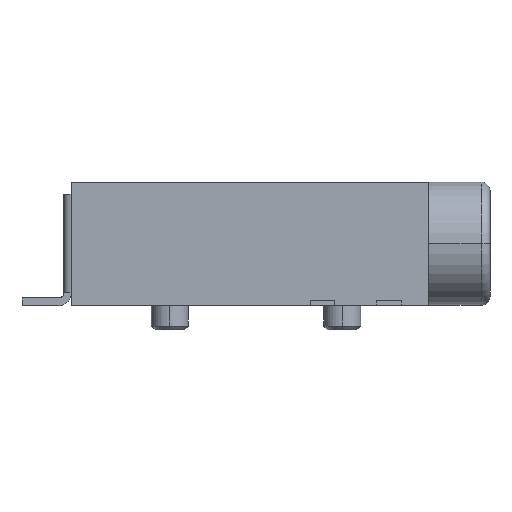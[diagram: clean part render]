
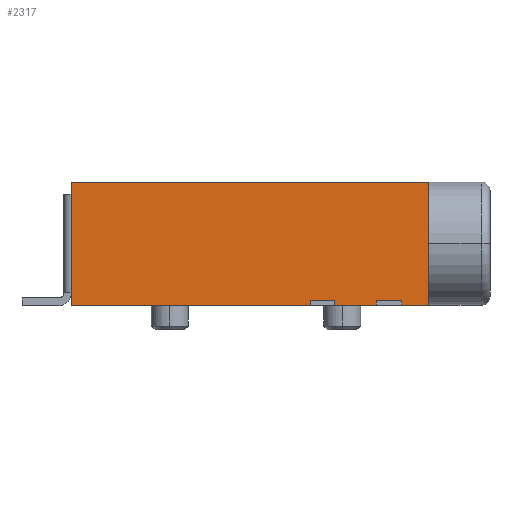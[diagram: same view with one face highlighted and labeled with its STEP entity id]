
A CAD part, top view. The second image highlights one B-rep face of the part: STEP entity #2317.
In plain terms, the highlighted planar face has unit normal (0, 0, 1).
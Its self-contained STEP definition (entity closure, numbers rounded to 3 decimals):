
#12 = LINE ( 'NONE', #3067, #2801 ) ;
#13 = DIRECTION ( 'NONE',  ( 0., 0., -1. ) ) ;
#20 = CARTESIAN_POINT ( 'NONE',  ( 10.7, 0.2, 3. ) ) ;
#176 = VERTEX_POINT ( 'NONE', #2999 ) ;
#183 = VECTOR ( 'NONE', #1007, 1000. ) ;
#212 = VERTEX_POINT ( 'NONE', #906 ) ;
#225 = CARTESIAN_POINT ( 'NONE',  ( 0., 5., 3. ) ) ;
#230 = DIRECTION ( 'NONE',  ( 0., -1., 0. ) ) ;
#254 = VERTEX_POINT ( 'NONE', #2083 ) ;
#273 = ORIENTED_EDGE ( 'NONE', *, *, #2236, .T. ) ;
#282 = PLANE ( 'NONE',  #2609 ) ;
#361 = ORIENTED_EDGE ( 'NONE', *, *, #2563, .F. ) ;
#410 = CARTESIAN_POINT ( 'NONE',  ( 14.5, 0.19, 3. ) ) ;
#434 = VECTOR ( 'NONE', #702, 1000. ) ;
#438 = EDGE_CURVE ( 'NONE', #3095, #176, #1779, .T. ) ;
#457 = DIRECTION ( 'NONE',  ( 0., 1., 0. ) ) ;
#474 = DIRECTION ( 'NONE',  ( -1., 0., 0. ) ) ;
#506 = VERTEX_POINT ( 'NONE', #3182 ) ;
#522 = VERTEX_POINT ( 'NONE', #1358 ) ;
#566 = VERTEX_POINT ( 'NONE', #3159 ) ;
#618 = LINE ( 'NONE', #2571, #2601 ) ;
#632 = EDGE_CURVE ( 'NONE', #254, #2629, #12, .T. ) ;
#702 = DIRECTION ( 'NONE',  ( -1., 0., 0. ) ) ;
#753 = VERTEX_POINT ( 'NONE', #225 ) ;
#758 = CARTESIAN_POINT ( 'NONE',  ( 10.7, 5., 3. ) ) ;
#886 = LINE ( 'NONE', #758, #183 ) ;
#896 = VERTEX_POINT ( 'NONE', #3227 ) ;
#906 = CARTESIAN_POINT ( 'NONE',  ( 13.425, 0.19, 3. ) ) ;
#908 = LINE ( 'NONE', #1990, #2575 ) ;
#917 = LINE ( 'NONE', #1998, #2290 ) ;
#966 = CARTESIAN_POINT ( 'NONE',  ( 12.375, 0.19, 3. ) ) ;
#1007 = DIRECTION ( 'NONE',  ( 0., -1., 0. ) ) ;
#1008 = ORIENTED_EDGE ( 'NONE', *, *, #2737, .T. ) ;
#1076 = VECTOR ( 'NONE', #1885, 1000. ) ;
#1100 = FACE_OUTER_BOUND ( 'NONE', #3292, .T. ) ;
#1138 = VECTOR ( 'NONE', #2591, 1000. ) ;
#1162 = EDGE_CURVE ( 'NONE', #254, #1944, #3278, .T. ) ;
#1286 = CARTESIAN_POINT ( 'NONE',  ( 0., 0., 3. ) ) ;
#1290 = CARTESIAN_POINT ( 'NONE',  ( 13.425, 5., 3. ) ) ;
#1317 = EDGE_CURVE ( 'NONE', #896, #176, #917, .T. ) ;
#1358 = CARTESIAN_POINT ( 'NONE',  ( 13.425, 0., 3. ) ) ;
#1455 = EDGE_CURVE ( 'NONE', #566, #506, #2326, .T. ) ;
#1456 = EDGE_CURVE ( 'NONE', #3095, #2629, #886, .T. ) ;
#1479 = VECTOR ( 'NONE', #2219, 1000. ) ;
#1510 = ORIENTED_EDGE ( 'NONE', *, *, #438, .F. ) ;
#1557 = DIRECTION ( 'NONE',  ( 0., -1., 0. ) ) ;
#1588 = CARTESIAN_POINT ( 'NONE',  ( 14.5, 5., 3. ) ) ;
#1658 = VECTOR ( 'NONE', #230, 1000. ) ;
#1680 = ORIENTED_EDGE ( 'NONE', *, *, #632, .F. ) ;
#1723 = DIRECTION ( 'NONE',  ( 0., 1., 0. ) ) ;
#1779 = LINE ( 'NONE', #2264, #1076 ) ;
#1885 = DIRECTION ( 'NONE',  ( -1., 0., 0. ) ) ;
#1943 = ORIENTED_EDGE ( 'NONE', *, *, #1455, .F. ) ;
#1944 = VERTEX_POINT ( 'NONE', #966 ) ;
#1990 = CARTESIAN_POINT ( 'NONE',  ( 14.5, 0., 3. ) ) ;
#1998 = CARTESIAN_POINT ( 'NONE',  ( 9.7, 5., 3. ) ) ;
#2046 = CARTESIAN_POINT ( 'NONE',  ( 14.5, 5., 3. ) ) ;
#2075 = EDGE_CURVE ( 'NONE', #506, #522, #908, .T. ) ;
#2083 = CARTESIAN_POINT ( 'NONE',  ( 12.375, 0., 3. ) ) ;
#2164 = ORIENTED_EDGE ( 'NONE', *, *, #2808, .F. ) ;
#2219 = DIRECTION ( 'NONE',  ( -1., 0., 0. ) ) ;
#2236 = EDGE_CURVE ( 'NONE', #753, #2245, #2734, .T. ) ;
#2245 = VERTEX_POINT ( 'NONE', #1286 ) ;
#2246 = CARTESIAN_POINT ( 'NONE',  ( 14.5, 0., 3. ) ) ;
#2264 = CARTESIAN_POINT ( 'NONE',  ( 14.5, 0.2, 3. ) ) ;
#2290 = VECTOR ( 'NONE', #457, 1000. ) ;
#2317 = ADVANCED_FACE ( 'NONE', ( #1100 ), #282, .F. ) ;
#2326 = LINE ( 'NONE', #2046, #1658 ) ;
#2411 = LINE ( 'NONE', #2246, #434 ) ;
#2532 = DIRECTION ( 'NONE',  ( 0., 1., 0. ) ) ;
#2563 = EDGE_CURVE ( 'NONE', #212, #1944, #2941, .T. ) ;
#2571 = CARTESIAN_POINT ( 'NONE',  ( 14.5, 5., 3. ) ) ;
#2575 = VECTOR ( 'NONE', #3282, 1000. ) ;
#2588 = VECTOR ( 'NONE', #1723, 1000. ) ;
#2591 = DIRECTION ( 'NONE',  ( 0., 1., 0. ) ) ;
#2601 = VECTOR ( 'NONE', #3350, 1000. ) ;
#2609 = AXIS2_PLACEMENT_3D ( 'NONE', #1588, #13, #2532 ) ;
#2629 = VERTEX_POINT ( 'NONE', #3061 ) ;
#2647 = VECTOR ( 'NONE', #1557, 1000. ) ;
#2676 = ORIENTED_EDGE ( 'NONE', *, *, #1162, .T. ) ;
#2723 = ORIENTED_EDGE ( 'NONE', *, *, #3362, .F. ) ;
#2734 = LINE ( 'NONE', #2857, #2647 ) ;
#2737 = EDGE_CURVE ( 'NONE', #566, #753, #618, .T. ) ;
#2756 = CARTESIAN_POINT ( 'NONE',  ( 12.375, 5., 3. ) ) ;
#2801 = VECTOR ( 'NONE', #474, 1000. ) ;
#2808 = EDGE_CURVE ( 'NONE', #522, #212, #3373, .T. ) ;
#2857 = CARTESIAN_POINT ( 'NONE',  ( 0., 5., 3. ) ) ;
#2884 = ORIENTED_EDGE ( 'NONE', *, *, #1317, .T. ) ;
#2941 = LINE ( 'NONE', #410, #1479 ) ;
#2999 = CARTESIAN_POINT ( 'NONE',  ( 9.7, 0.2, 3. ) ) ;
#3061 = CARTESIAN_POINT ( 'NONE',  ( 10.7, 0., 3. ) ) ;
#3067 = CARTESIAN_POINT ( 'NONE',  ( 14.5, 0., 3. ) ) ;
#3095 = VERTEX_POINT ( 'NONE', #20 ) ;
#3159 = CARTESIAN_POINT ( 'NONE',  ( 14.5, 5., 3. ) ) ;
#3182 = CARTESIAN_POINT ( 'NONE',  ( 14.5, 0., 3. ) ) ;
#3190 = ORIENTED_EDGE ( 'NONE', *, *, #2075, .F. ) ;
#3227 = CARTESIAN_POINT ( 'NONE',  ( 9.7, 0., 3. ) ) ;
#3278 = LINE ( 'NONE', #2756, #2588 ) ;
#3282 = DIRECTION ( 'NONE',  ( -1., 0., 0. ) ) ;
#3292 = EDGE_LOOP ( 'NONE', ( #2164, #3190, #1943, #1008, #273, #2723, #2884, #1510, #3378, #1680, #2676, #361 ) ) ;
#3350 = DIRECTION ( 'NONE',  ( -1., 0., 0. ) ) ;
#3362 = EDGE_CURVE ( 'NONE', #896, #2245, #2411, .T. ) ;
#3373 = LINE ( 'NONE', #1290, #1138 ) ;
#3378 = ORIENTED_EDGE ( 'NONE', *, *, #1456, .T. ) ;
